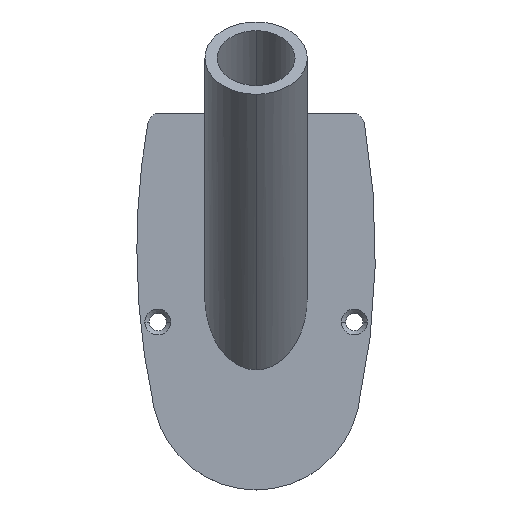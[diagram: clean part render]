
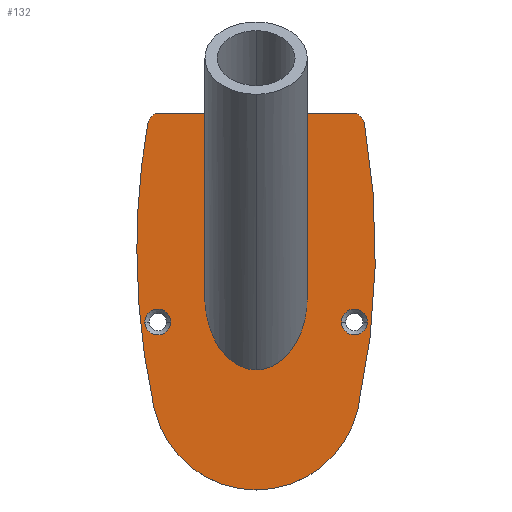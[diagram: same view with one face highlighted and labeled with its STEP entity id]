
A CAD part, top view. The second image highlights one B-rep face of the part: STEP entity #132.
In plain terms, the highlighted planar face has unit normal (0, 0, 1).
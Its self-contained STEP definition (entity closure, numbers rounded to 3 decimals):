
#7 = DIRECTION ( 'NONE',  ( 0., 0., -1. ) ) ;
#10 = CARTESIAN_POINT ( 'NONE',  ( 0., -61., 3. ) ) ;
#11 = CARTESIAN_POINT ( 'NONE',  ( 150.382, -33.313, 3. ) ) ;
#22 = AXIS2_PLACEMENT_3D ( 'NONE', #207, #597, #544 ) ;
#27 = AXIS2_PLACEMENT_3D ( 'NONE', #1067, #392, #974 ) ;
#33 = ORIENTED_EDGE ( 'NONE', *, *, #45, .T. ) ;
#44 = EDGE_LOOP ( 'NONE', ( #526, #981 ) ) ;
#45 = EDGE_CURVE ( 'NONE', #1073, #338, #754, .T. ) ;
#72 = DIRECTION ( 'NONE',  ( -1., 0., 0. ) ) ;
#132 = ADVANCED_FACE ( 'NONE', ( #153, #514, #247, #511 ), #1013, .T. ) ;
#140 = EDGE_LOOP ( 'NONE', ( #365, #806 ) ) ;
#145 = AXIS2_PLACEMENT_3D ( 'NONE', #440, #347, #418 ) ;
#152 = ORIENTED_EDGE ( 'NONE', *, *, #732, .F. ) ;
#153 = FACE_OUTER_BOUND ( 'NONE', #738, .T. ) ;
#154 = CARTESIAN_POINT ( 'NONE',  ( 150.382, -33.313, 3. ) ) ;
#162 = CARTESIAN_POINT ( 'NONE',  ( 26.451, -2.485, 3. ) ) ;
#170 = VERTEX_POINT ( 'NONE', #928 ) ;
#172 = AXIS2_PLACEMENT_3D ( 'NONE', #1097, #1093, #1091 ) ;
#182 = ORIENTED_EDGE ( 'NONE', *, *, #268, .F. ) ;
#186 = EDGE_CURVE ( 'NONE', #349, #904, #881, .T. ) ;
#205 = ORIENTED_EDGE ( 'NONE', *, *, #402, .F. ) ;
#207 = CARTESIAN_POINT ( 'NONE',  ( -24., -51., 3. ) ) ;
#224 = VERTEX_POINT ( 'NONE', #640 ) ;
#247 = FACE_BOUND ( 'NONE', #140, .T. ) ;
#259 = CARTESIAN_POINT ( 'NONE',  ( 0., -29., 3. ) ) ;
#262 = CARTESIAN_POINT ( 'NONE',  ( 24.901, -71.995, 3. ) ) ;
#264 = AXIS2_PLACEMENT_3D ( 'NONE', #11, #493, #1001 ) ;
#268 = EDGE_CURVE ( 'NONE', #1073, #307, #1163, .T. ) ;
#289 = CARTESIAN_POINT ( 'NONE',  ( 0., -29., 3. ) ) ;
#302 = CIRCLE ( 'NONE', #478, 179.5 ) ;
#307 = VERTEX_POINT ( 'NONE', #162 ) ;
#324 = ORIENTED_EDGE ( 'NONE', *, *, #395, .T. ) ;
#338 = VERTEX_POINT ( 'NONE', #791 ) ;
#342 = CARTESIAN_POINT ( 'NONE',  ( -26.451, -2.485, 3. ) ) ;
#344 = AXIS2_PLACEMENT_3D ( 'NONE', #391, #935, #1062 ) ;
#347 = DIRECTION ( 'NONE',  ( 0., 0., -1. ) ) ;
#349 = VERTEX_POINT ( 'NONE', #289 ) ;
#365 = ORIENTED_EDGE ( 'NONE', *, *, #713, .T. ) ;
#374 = CARTESIAN_POINT ( 'NONE',  ( -27.15, -51., 3. ) ) ;
#381 = AXIS2_PLACEMENT_3D ( 'NONE', #718, #717, #714 ) ;
#391 = CARTESIAN_POINT ( 'NONE',  ( -150.382, -33.313, 3. ) ) ;
#392 = DIRECTION ( 'NONE',  ( 0., 0., -1. ) ) ;
#395 = EDGE_CURVE ( 'NONE', #1035, #448, #782, .T. ) ;
#402 = EDGE_CURVE ( 'NONE', #307, #572, #639, .T. ) ;
#418 = DIRECTION ( 'NONE',  ( -1., 0., 0. ) ) ;
#430 = AXIS2_PLACEMENT_3D ( 'NONE', #581, #7, #491 ) ;
#438 = CIRCLE ( 'NONE', #264, 179.5 ) ;
#440 = CARTESIAN_POINT ( 'NONE',  ( 23.496, -3., 3. ) ) ;
#446 = CIRCLE ( 'NONE', #715, 25.5 ) ;
#448 = VERTEX_POINT ( 'NONE', #374 ) ;
#478 = AXIS2_PLACEMENT_3D ( 'NONE', #154, #677, #72 ) ;
#491 = DIRECTION ( 'NONE',  ( 1., 0., 0. ) ) ;
#493 = DIRECTION ( 'NONE',  ( 0., 0., -1. ) ) ;
#497 = VECTOR ( 'NONE', #1082, 1000. ) ;
#506 = CARTESIAN_POINT ( 'NONE',  ( 22., -61., 3. ) ) ;
#511 = FACE_BOUND ( 'NONE', #44, .T. ) ;
#512 = CIRCLE ( 'NONE', #27, 3. ) ;
#514 = FACE_BOUND ( 'NONE', #693, .T. ) ;
#526 = ORIENTED_EDGE ( 'NONE', *, *, #186, .T. ) ;
#537 = CARTESIAN_POINT ( 'NONE',  ( 0., -61., 3. ) ) ;
#544 = DIRECTION ( 'NONE',  ( 1., 0., 0. ) ) ;
#572 = VERTEX_POINT ( 'NONE', #262 ) ;
#577 = CARTESIAN_POINT ( 'NONE',  ( 23.496, 0., 3. ) ) ;
#581 = CARTESIAN_POINT ( 'NONE',  ( 24., -51., 3. ) ) ;
#582 = CARTESIAN_POINT ( 'NONE',  ( -29.118, -33.313, 3. ) ) ;
#591 = VERTEX_POINT ( 'NONE', #342 ) ;
#597 = DIRECTION ( 'NONE',  ( 0., 0., -1. ) ) ;
#634 = DIRECTION ( 'NONE',  ( 0., 0., 1. ) ) ;
#639 = CIRCLE ( 'NONE', #344, 179.5 ) ;
#640 = CARTESIAN_POINT ( 'NONE',  ( 27.15, -51., 3. ) ) ;
#644 = CARTESIAN_POINT ( 'NONE',  ( 0., -29., 3. ) ) ;
#653 = CARTESIAN_POINT ( 'NONE',  ( -22., -29., 3. ) ) ;
#659 = CARTESIAN_POINT ( 'NONE',  ( -22., -61., 3. ) ) ;
#665 = CARTESIAN_POINT ( 'NONE',  ( -20.85, -51., 3. ) ) ;
#667 = CARTESIAN_POINT ( 'NONE',  ( 0., -61., 3. ) ) ;
#669 = CARTESIAN_POINT ( 'NONE',  ( -26., 0., 3. ) ) ;
#677 = DIRECTION ( 'NONE',  ( 0., 0., -1. ) ) ;
#685 = EDGE_CURVE ( 'NONE', #170, #1054, #438, .T. ) ;
#693 = EDGE_LOOP ( 'NONE', ( #324, #987 ) ) ;
#705 =( BOUNDED_CURVE ( )  B_SPLINE_CURVE ( 3, ( #667, #659, #653, #644 ),
 .UNSPECIFIED., .F., .F. ) 
 B_SPLINE_CURVE_WITH_KNOTS ( ( 4, 4 ),
 ( 0., 0.043 ),
 .UNSPECIFIED. ) 
 CURVE ( )  GEOMETRIC_REPRESENTATION_ITEM ( )  RATIONAL_B_SPLINE_CURVE ( ( 1., 0.333, 0.333, 1. ) ) 
 REPRESENTATION_ITEM ( '' )  );
#713 = EDGE_CURVE ( 'NONE', #224, #909, #781, .T. ) ;
#714 = DIRECTION ( 'NONE',  ( 1., 0., 0. ) ) ;
#715 = AXIS2_PLACEMENT_3D ( 'NONE', #840, #839, #836 ) ;
#717 = DIRECTION ( 'NONE',  ( 0., 0., -1. ) ) ;
#718 = CARTESIAN_POINT ( 'NONE',  ( 24., -51., 3. ) ) ;
#732 = EDGE_CURVE ( 'NONE', #1054, #591, #302, .T. ) ;
#738 = EDGE_LOOP ( 'NONE', ( #917, #1041, #205, #182, #33, #932, #152 ) ) ;
#754 = LINE ( 'NONE', #669, #497 ) ;
#781 = CIRCLE ( 'NONE', #430, 3.15 ) ;
#782 = CIRCLE ( 'NONE', #22, 3.15 ) ;
#791 = CARTESIAN_POINT ( 'NONE',  ( -23.496, 0., 3. ) ) ;
#806 = ORIENTED_EDGE ( 'NONE', *, *, #964, .T. ) ;
#826 = CARTESIAN_POINT ( 'NONE',  ( 22., -29., 3. ) ) ;
#835 = EDGE_CURVE ( 'NONE', #591, #338, #512, .T. ) ;
#836 = DIRECTION ( 'NONE',  ( -1., 0., 0. ) ) ;
#839 = DIRECTION ( 'NONE',  ( 0., 0., -1. ) ) ;
#840 = CARTESIAN_POINT ( 'NONE',  ( 0., -66.5, 3. ) ) ;
#847 = CARTESIAN_POINT ( 'NONE',  ( 20.85, -51., 3. ) ) ;
#865 = CARTESIAN_POINT ( 'NONE',  ( 150.382, -33.313, 3. ) ) ;
#881 =( BOUNDED_CURVE ( )  B_SPLINE_CURVE ( 3, ( #259, #826, #506, #10 ),
 .UNSPECIFIED., .F., .T. ) 
 B_SPLINE_CURVE_WITH_KNOTS ( ( 4, 4 ),
 ( 0., 0.043 ),
 .UNSPECIFIED. ) 
 CURVE ( )  GEOMETRIC_REPRESENTATION_ITEM ( )  RATIONAL_B_SPLINE_CURVE ( ( 1., 0.333, 0.333, 1. ) ) 
 REPRESENTATION_ITEM ( '' )  );
#898 = DIRECTION ( 'NONE',  ( 1., 0., 0. ) ) ;
#904 = VERTEX_POINT ( 'NONE', #537 ) ;
#909 = VERTEX_POINT ( 'NONE', #847 ) ;
#912 = CIRCLE ( 'NONE', #172, 3.15 ) ;
#917 = ORIENTED_EDGE ( 'NONE', *, *, #685, .F. ) ;
#924 = EDGE_CURVE ( 'NONE', #572, #170, #446, .T. ) ;
#928 = CARTESIAN_POINT ( 'NONE',  ( -24.901, -71.995, 3. ) ) ;
#932 = ORIENTED_EDGE ( 'NONE', *, *, #835, .F. ) ;
#935 = DIRECTION ( 'NONE',  ( 0., 0., -1. ) ) ;
#964 = EDGE_CURVE ( 'NONE', #909, #224, #979, .T. ) ;
#974 = DIRECTION ( 'NONE',  ( -1., 0., 0. ) ) ;
#979 = CIRCLE ( 'NONE', #381, 3.15 ) ;
#981 = ORIENTED_EDGE ( 'NONE', *, *, #1029, .T. ) ;
#987 = ORIENTED_EDGE ( 'NONE', *, *, #1182, .T. ) ;
#1001 = DIRECTION ( 'NONE',  ( -1., 0., 0. ) ) ;
#1013 = PLANE ( 'NONE',  #1192 ) ;
#1029 = EDGE_CURVE ( 'NONE', #904, #349, #705, .T. ) ;
#1035 = VERTEX_POINT ( 'NONE', #665 ) ;
#1041 = ORIENTED_EDGE ( 'NONE', *, *, #924, .F. ) ;
#1054 = VERTEX_POINT ( 'NONE', #582 ) ;
#1062 = DIRECTION ( 'NONE',  ( -1., 0., 0. ) ) ;
#1067 = CARTESIAN_POINT ( 'NONE',  ( -23.496, -3., 3. ) ) ;
#1073 = VERTEX_POINT ( 'NONE', #577 ) ;
#1082 = DIRECTION ( 'NONE',  ( -1., 0., 0. ) ) ;
#1091 = DIRECTION ( 'NONE',  ( 1., 0., 0. ) ) ;
#1093 = DIRECTION ( 'NONE',  ( 0., 0., -1. ) ) ;
#1097 = CARTESIAN_POINT ( 'NONE',  ( -24., -51., 3. ) ) ;
#1163 = CIRCLE ( 'NONE', #145, 3. ) ;
#1182 = EDGE_CURVE ( 'NONE', #448, #1035, #912, .T. ) ;
#1192 = AXIS2_PLACEMENT_3D ( 'NONE', #865, #634, #898 ) ;
